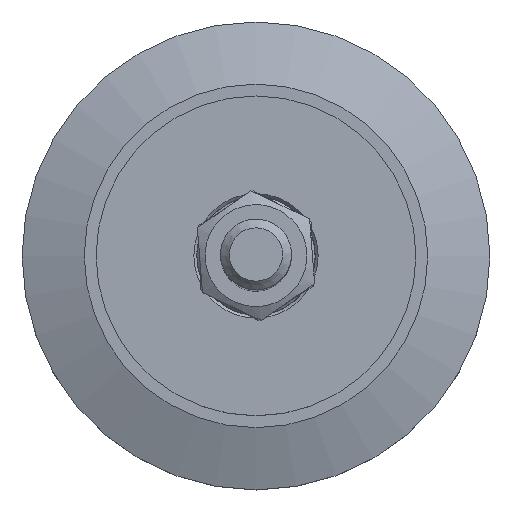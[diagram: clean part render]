
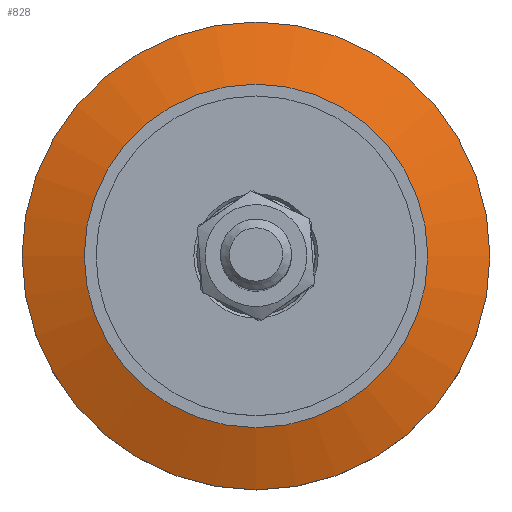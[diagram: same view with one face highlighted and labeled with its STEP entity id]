
A CAD part, top view. The second image highlights one B-rep face of the part: STEP entity #828.
In plain terms, the highlighted conical face has half-angle 70 degrees and reference radius 34.25 mm.
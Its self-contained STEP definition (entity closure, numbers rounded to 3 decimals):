
#175=FACE_BOUND('',#280,.T.);
#209=FACE_OUTER_BOUND('',#279,.T.);
#279=EDGE_LOOP('',(#604));
#280=EDGE_LOOP('',(#605));
#363=CIRCLE('',#904,29.);
#364=CIRCLE('',#906,39.5);
#408=VERTEX_POINT('',#1285);
#409=VERTEX_POINT('',#1288);
#489=EDGE_CURVE('',#408,#408,#363,.T.);
#490=EDGE_CURVE('',#409,#409,#364,.T.);
#604=ORIENTED_EDGE('',*,*,#490,.F.);
#605=ORIENTED_EDGE('',*,*,#489,.T.);
#796=CONICAL_SURFACE('',#905,34.25,70.);
#828=ADVANCED_FACE('',(#209,#175),#796,.T.);
#904=AXIS2_PLACEMENT_3D('',#1286,#1040,#1041);
#905=AXIS2_PLACEMENT_3D('',#1287,#1042,#1043);
#906=AXIS2_PLACEMENT_3D('',#1289,#1044,#1045);
#1040=DIRECTION('center_axis',(0.,0.,-1.));
#1041=DIRECTION('ref_axis',(0.,1.,0.));
#1042=DIRECTION('center_axis',(0.,0.,-1.));
#1043=DIRECTION('ref_axis',(0.,1.,0.));
#1044=DIRECTION('center_axis',(0.,0.,-1.));
#1045=DIRECTION('ref_axis',(0.,1.,0.));
#1285=CARTESIAN_POINT('',(0.,29.,14.5));
#1286=CARTESIAN_POINT('Origin',(0.,0.,14.5));
#1287=CARTESIAN_POINT('Origin',(0.,0.,12.589));
#1288=CARTESIAN_POINT('',(0.,39.5,10.678));
#1289=CARTESIAN_POINT('Origin',(0.,0.,10.678));
